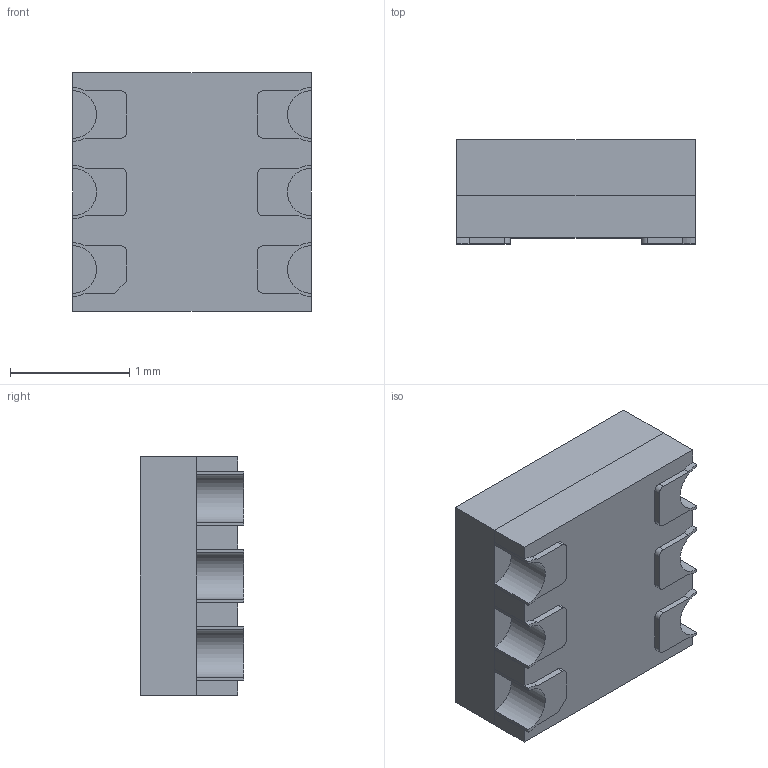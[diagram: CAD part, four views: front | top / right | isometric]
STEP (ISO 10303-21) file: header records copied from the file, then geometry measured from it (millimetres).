
FILE_DESCRIPTION (( 'STEP AP214' ), '1' );
FILE_NAME ('VEML6030.STEP', '2021-11-22T09:25:04', ( '' ), ( '' ), 'SwSTEP 2.0', 'SolidWorks 2017', '' );
FILE_SCHEMA (( 'AUTOMOTIVE_DESIGN' ));
Length unit declared in the file: millimetre
Products named in the file (1): VEML6030
Bounding box: 2 x 0.87 x 2 mm (x, y, z)
Volume: 3.2 mm3; surface area: 28.2 mm2
Topology: 8 solids, 8 shells, 132 faces, 348 edges, 232 vertices
Faces by surface type: plane 80, cylinder 52
Entity records: 4193 total; most frequent: DIRECTION 718, CARTESIAN_POINT 713, ORIENTED_EDGE 696, EDGE_CURVE 348, VECTOR 244, LINE 244, AXIS2_PLACEMENT_3D 237, VERTEX_POINT 232
